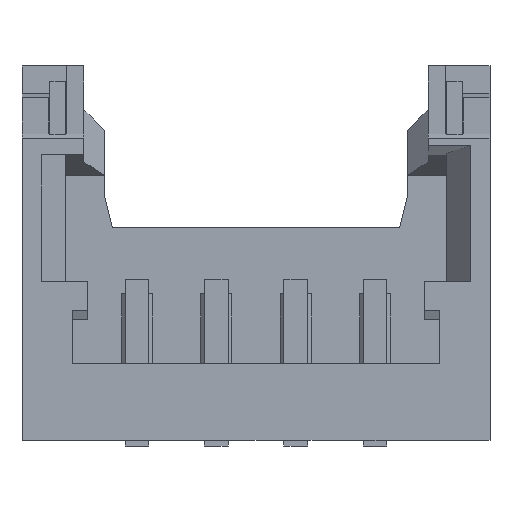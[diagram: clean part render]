
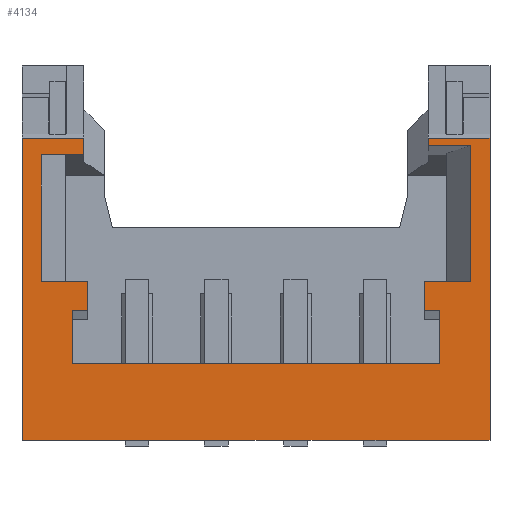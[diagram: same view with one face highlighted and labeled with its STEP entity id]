
A CAD part, top view. The second image highlights one B-rep face of the part: STEP entity #4134.
In plain terms, the highlighted planar face has unit normal (0, 0, 1).
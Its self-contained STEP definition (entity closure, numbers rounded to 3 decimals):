
#213=DIRECTION('',(1.,0.,0.));
#214=VECTOR('',#213,0.19);
#215=CARTESIAN_POINT('',(2.125,-0.69,0.6));
#216=LINE('',#215,#214);
#217=DIRECTION('',(0.,-1.,0.));
#218=VECTOR('',#217,0.365);
#219=CARTESIAN_POINT('',(2.125,-0.325,0.6));
#220=LINE('',#219,#218);
#221=DIRECTION('',(-1.,0.,0.));
#222=VECTOR('',#221,0.58);
#223=CARTESIAN_POINT('',(2.705,-0.325,0.6));
#224=LINE('',#223,#222);
#225=DIRECTION('',(0.,-1.,0.));
#226=VECTOR('',#225,1.72);
#227=CARTESIAN_POINT('',(2.705,1.395,0.6));
#228=LINE('',#227,#226);
#229=DIRECTION('',(0.,-1.,0.));
#230=VECTOR('',#229,0.09);
#231=CARTESIAN_POINT('',(2.17,1.485,0.6));
#232=LINE('',#231,#230);
#233=DIRECTION('',(0.,1.,0.));
#234=VECTOR('',#233,3.81);
#235=CARTESIAN_POINT('',(2.95,-2.325,0.6));
#236=LINE('',#235,#234);
#237=DIRECTION('',(1.,0.,0.));
#238=VECTOR('',#237,5.9);
#239=CARTESIAN_POINT('',(-2.95,-2.325,0.6));
#240=LINE('',#239,#238);
#241=DIRECTION('',(0.,-1.,0.));
#242=VECTOR('',#241,3.81);
#243=CARTESIAN_POINT('',(-2.95,1.485,0.6));
#244=LINE('',#243,#242);
#245=DIRECTION('',(0.,1.,0.));
#246=VECTOR('',#245,0.365);
#247=CARTESIAN_POINT('',(-2.125,-0.69,0.6));
#248=LINE('',#247,#246);
#249=DIRECTION('',(1.,0.,0.));
#250=VECTOR('',#249,0.19);
#251=CARTESIAN_POINT('',(-2.315,-0.69,0.6));
#252=LINE('',#251,#250);
#253=DIRECTION('',(0.,1.,0.));
#254=VECTOR('',#253,0.665);
#255=CARTESIAN_POINT('',(-2.315,-1.355,0.6));
#256=LINE('',#255,#254);
#313=DIRECTION('',(1.,0.,0.));
#314=VECTOR('',#313,4.63);
#315=CARTESIAN_POINT('',(-2.315,-1.355,0.6));
#316=LINE('',#315,#314);
#1115=DIRECTION('',(1.,0.,0.));
#1116=VECTOR('',#1115,0.78);
#1117=CARTESIAN_POINT('',(2.17,1.485,0.6));
#1118=LINE('',#1117,#1116);
#1433=DIRECTION('',(-1.,0.,0.));
#1434=VECTOR('',#1433,0.535);
#1435=CARTESIAN_POINT('',(2.705,1.395,0.6));
#1436=LINE('',#1435,#1434);
#1509=DIRECTION('',(0.,1.,0.));
#1510=VECTOR('',#1509,0.665);
#1511=CARTESIAN_POINT('',(2.315,-1.355,0.6));
#1512=LINE('',#1511,#1510);
#1805=DIRECTION('',(1.,0.,0.));
#1806=VECTOR('',#1805,0.58);
#1807=CARTESIAN_POINT('',(-2.705,-0.325,0.6));
#1808=LINE('',#1807,#1806);
#1825=DIRECTION('',(0.,-1.,0.));
#1826=VECTOR('',#1825,1.6);
#1827=CARTESIAN_POINT('',(-2.705,1.275,0.6));
#1828=LINE('',#1827,#1826);
#1849=DIRECTION('',(-1.,0.,0.));
#1850=VECTOR('',#1849,0.535);
#1851=CARTESIAN_POINT('',(-2.17,1.275,0.6));
#1852=LINE('',#1851,#1850);
#1877=DIRECTION('',(0.,-1.,0.));
#1878=VECTOR('',#1877,0.21);
#1879=CARTESIAN_POINT('',(-2.17,1.485,0.6));
#1880=LINE('',#1879,#1878);
#1905=DIRECTION('',(1.,0.,0.));
#1906=VECTOR('',#1905,0.78);
#1907=CARTESIAN_POINT('',(-2.95,1.485,0.6));
#1908=LINE('',#1907,#1906);
#3188=CARTESIAN_POINT('',(2.705,1.395,0.6));
#3189=CARTESIAN_POINT('',(2.705,-0.325,0.6));
#3190=VERTEX_POINT('',#3188);
#3191=VERTEX_POINT('',#3189);
#3192=CARTESIAN_POINT('',(2.17,1.395,0.6));
#3193=VERTEX_POINT('',#3192);
#3194=CARTESIAN_POINT('',(2.17,1.485,0.6));
#3195=VERTEX_POINT('',#3194);
#3196=CARTESIAN_POINT('',(2.95,1.485,0.6));
#3197=VERTEX_POINT('',#3196);
#3282=CARTESIAN_POINT('',(2.95,-2.325,0.6));
#3283=VERTEX_POINT('',#3282);
#3318=CARTESIAN_POINT('',(2.125,-0.325,0.6));
#3319=VERTEX_POINT('',#3318);
#3322=CARTESIAN_POINT('',(2.125,-0.69,0.6));
#3323=VERTEX_POINT('',#3322);
#3326=CARTESIAN_POINT('',(2.315,-0.69,0.6));
#3327=VERTEX_POINT('',#3326);
#3330=CARTESIAN_POINT('',(2.315,-1.355,0.6));
#3331=VERTEX_POINT('',#3330);
#3414=CARTESIAN_POINT('',(-2.315,-1.355,0.6));
#3415=VERTEX_POINT('',#3414);
#3424=CARTESIAN_POINT('',(-2.95,-2.325,0.6));
#3425=VERTEX_POINT('',#3424);
#3500=CARTESIAN_POINT('',(-2.315,-0.69,0.6));
#3501=VERTEX_POINT('',#3500);
#3502=CARTESIAN_POINT('',(-2.125,-0.69,0.6));
#3503=VERTEX_POINT('',#3502);
#3504=CARTESIAN_POINT('',(-2.125,-0.325,0.6));
#3505=VERTEX_POINT('',#3504);
#3506=CARTESIAN_POINT('',(-2.705,-0.325,0.6));
#3507=VERTEX_POINT('',#3506);
#3508=CARTESIAN_POINT('',(-2.705,1.275,0.6));
#3509=VERTEX_POINT('',#3508);
#3510=CARTESIAN_POINT('',(-2.17,1.275,0.6));
#3511=VERTEX_POINT('',#3510);
#3512=CARTESIAN_POINT('',(-2.17,1.485,0.6));
#3513=VERTEX_POINT('',#3512);
#3514=CARTESIAN_POINT('',(-2.95,1.485,0.6));
#3515=VERTEX_POINT('',#3514);
#4088=CARTESIAN_POINT('',(0.,-2.325,0.6));
#4089=DIRECTION('',(0.,0.,-1.));
#4090=DIRECTION('',(-1.,0.,0.));
#4091=AXIS2_PLACEMENT_3D('',#4088,#4089,#4090);
#4092=PLANE('',#4091);
#4094=ORIENTED_EDGE('',*,*,#4093,.T.);
#4096=ORIENTED_EDGE('',*,*,#4095,.T.);
#4098=ORIENTED_EDGE('',*,*,#4097,.F.);
#4100=ORIENTED_EDGE('',*,*,#4099,.F.);
#4102=ORIENTED_EDGE('',*,*,#4101,.F.);
#4104=ORIENTED_EDGE('',*,*,#4103,.F.);
#4106=ORIENTED_EDGE('',*,*,#4105,.T.);
#4108=ORIENTED_EDGE('',*,*,#4107,.F.);
#4110=ORIENTED_EDGE('',*,*,#4109,.T.);
#4112=ORIENTED_EDGE('',*,*,#4111,.F.);
#4113=ORIENTED_EDGE('',*,*,#4046,.F.);
#4115=ORIENTED_EDGE('',*,*,#4114,.F.);
#4117=ORIENTED_EDGE('',*,*,#4116,.T.);
#4119=ORIENTED_EDGE('',*,*,#4118,.T.);
#4121=ORIENTED_EDGE('',*,*,#4120,.T.);
#4123=ORIENTED_EDGE('',*,*,#4122,.T.);
#4125=ORIENTED_EDGE('',*,*,#4124,.T.);
#4127=ORIENTED_EDGE('',*,*,#4126,.F.);
#4129=ORIENTED_EDGE('',*,*,#4128,.F.);
#4131=ORIENTED_EDGE('',*,*,#4130,.F.);
#4132=EDGE_LOOP('',(#4094,#4096,#4098,#4100,#4102,#4104,#4106,#4108,#4110,#4112,
#4113,#4115,#4117,#4119,#4121,#4123,#4125,#4127,#4129,#4131));
#4133=FACE_OUTER_BOUND('',#4132,.F.);
#4134=ADVANCED_FACE('',(#4133),#4092,.F.);
#4046=EDGE_CURVE('',#3425,#3283,#240,.T.);
#4093=EDGE_CURVE('',#3415,#3331,#316,.T.);
#4095=EDGE_CURVE('',#3331,#3327,#1512,.T.);
#4097=EDGE_CURVE('',#3323,#3327,#216,.T.);
#4099=EDGE_CURVE('',#3319,#3323,#220,.T.);
#4101=EDGE_CURVE('',#3191,#3319,#224,.T.);
#4103=EDGE_CURVE('',#3190,#3191,#228,.T.);
#4105=EDGE_CURVE('',#3190,#3193,#1436,.T.);
#4107=EDGE_CURVE('',#3195,#3193,#232,.T.);
#4109=EDGE_CURVE('',#3195,#3197,#1118,.T.);
#4111=EDGE_CURVE('',#3283,#3197,#236,.T.);
#4114=EDGE_CURVE('',#3515,#3425,#244,.T.);
#4116=EDGE_CURVE('',#3515,#3513,#1908,.T.);
#4118=EDGE_CURVE('',#3513,#3511,#1880,.T.);
#4120=EDGE_CURVE('',#3511,#3509,#1852,.T.);
#4122=EDGE_CURVE('',#3509,#3507,#1828,.T.);
#4124=EDGE_CURVE('',#3507,#3505,#1808,.T.);
#4126=EDGE_CURVE('',#3503,#3505,#248,.T.);
#4128=EDGE_CURVE('',#3501,#3503,#252,.T.);
#4130=EDGE_CURVE('',#3415,#3501,#256,.T.);
